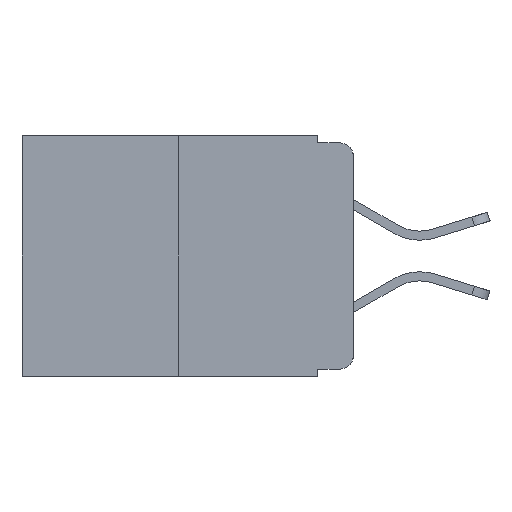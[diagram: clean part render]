
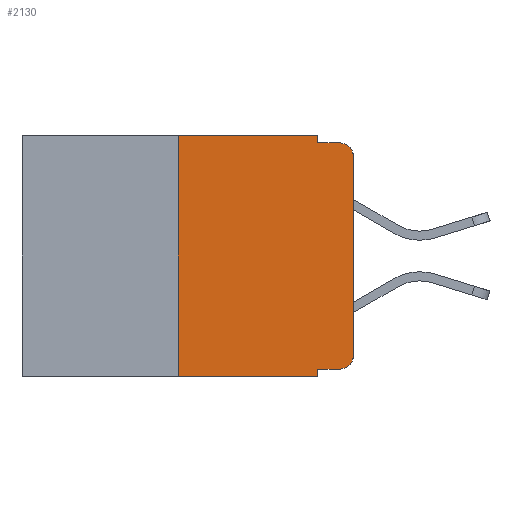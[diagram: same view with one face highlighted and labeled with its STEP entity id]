
A CAD part, left-side view. The second image highlights one B-rep face of the part: STEP entity #2130.
In plain terms, the highlighted planar face has unit normal (-1, 0, 0).
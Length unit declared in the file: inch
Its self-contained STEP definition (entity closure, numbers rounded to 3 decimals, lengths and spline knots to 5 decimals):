
#3 = LINE ( 'NONE', #8447, #5155 ) ;
#8 = CARTESIAN_POINT ( 'NONE',  ( 0., 0., -0.03 ) ) ;
#116 = EDGE_CURVE ( 'NONE', #3656, #373, #1886, .T. ) ;
#135 = VECTOR ( 'NONE', #6033, 39.37008 ) ;
#136 = VERTEX_POINT ( 'NONE', #9730 ) ;
#373 = VERTEX_POINT ( 'NONE', #2706 ) ;
#513 = VERTEX_POINT ( 'NONE', #8 ) ;
#701 = DIRECTION ( 'NONE',  ( 0., 0., 1. ) ) ;
#781 = EDGE_CURVE ( 'NONE', #12266, #4724, #11789, .T. ) ;
#936 = VERTEX_POINT ( 'NONE', #7023 ) ;
#1010 = DIRECTION ( 'NONE',  ( 0., 0., -1. ) ) ;
#1543 = EDGE_CURVE ( 'NONE', #136, #12266, #3, .T. ) ;
#1747 = AXIS2_PLACEMENT_3D ( 'NONE', #8391, #2618, #9300 ) ;
#1886 = LINE ( 'NONE', #8365, #4588 ) ;
#2130 = ADVANCED_FACE ( 'NONE', ( #11910 ), #6819, .F. ) ;
#2205 = VECTOR ( 'NONE', #9233, 39.37008 ) ;
#2618 = DIRECTION ( 'NONE',  ( -1., 0., 0. ) ) ;
#2689 = CIRCLE ( 'NONE', #1747, 0.02 ) ;
#2706 = CARTESIAN_POINT ( 'NONE',  ( 0., 0.051, -0.343 ) ) ;
#2749 = DIRECTION ( 'NONE',  ( 0., 0., 1. ) ) ;
#2772 = DIRECTION ( 'NONE',  ( 0., -1., 0. ) ) ;
#2813 = DIRECTION ( 'NONE',  ( 0., 0., -1. ) ) ;
#2939 = EDGE_CURVE ( 'NONE', #136, #373, #8172, .T. ) ;
#2977 = EDGE_CURVE ( 'NONE', #10187, #5787, #3072, .T. ) ;
#3072 = LINE ( 'NONE', #6057, #7865 ) ;
#3135 = CARTESIAN_POINT ( 'NONE',  ( 0., 0.051, 0. ) ) ;
#3252 = LINE ( 'NONE', #3732, #5567 ) ;
#3656 = VERTEX_POINT ( 'NONE', #6786 ) ;
#3732 = CARTESIAN_POINT ( 'NONE',  ( 0., 0., 0. ) ) ;
#4588 = VECTOR ( 'NONE', #11548, 39.37008 ) ;
#4622 = ORIENTED_EDGE ( 'NONE', *, *, #9918, .T. ) ;
#4724 = VERTEX_POINT ( 'NONE', #10100 ) ;
#4880 = LINE ( 'NONE', #5767, #11967 ) ;
#4919 = EDGE_CURVE ( 'NONE', #3656, #10187, #4880, .T. ) ;
#5140 = ORIENTED_EDGE ( 'NONE', *, *, #1543, .T. ) ;
#5155 = VECTOR ( 'NONE', #9144, 39.37008 ) ;
#5538 = ORIENTED_EDGE ( 'NONE', *, *, #9312, .F. ) ;
#5567 = VECTOR ( 'NONE', #2749, 39.37008 ) ;
#5678 = VECTOR ( 'NONE', #2813, 39.37008 ) ;
#5767 = CARTESIAN_POINT ( 'NONE',  ( 0., 0.25, 0. ) ) ;
#5787 = VERTEX_POINT ( 'NONE', #8970 ) ;
#6033 = DIRECTION ( 'NONE',  ( 0., 0., -1. ) ) ;
#6057 = CARTESIAN_POINT ( 'NONE',  ( 0., 0.473, 0. ) ) ;
#6268 = ORIENTED_EDGE ( 'NONE', *, *, #7473, .F. ) ;
#6760 = ORIENTED_EDGE ( 'NONE', *, *, #2939, .F. ) ;
#6786 = CARTESIAN_POINT ( 'NONE',  ( 0., 0.25, -0.343 ) ) ;
#6815 = AXIS2_PLACEMENT_3D ( 'NONE', #10976, #11864, #1010 ) ;
#6819 = PLANE ( 'NONE',  #9592 ) ;
#6836 = CARTESIAN_POINT ( 'NONE',  ( 0., 0.473, 0. ) ) ;
#7007 = DIRECTION ( 'NONE',  ( 0., 0., -1. ) ) ;
#7023 = CARTESIAN_POINT ( 'NONE',  ( 0., 0.02, -0.01 ) ) ;
#7062 = DIRECTION ( 'NONE',  ( 1., 0., 0. ) ) ;
#7431 = CARTESIAN_POINT ( 'NONE',  ( 0., 0.051, -0.01 ) ) ;
#7473 = EDGE_CURVE ( 'NONE', #5787, #9489, #9349, .T. ) ;
#7844 = CARTESIAN_POINT ( 'NONE',  ( 0., 0.25, 0. ) ) ;
#7865 = VECTOR ( 'NONE', #2772, 39.37008 ) ;
#8172 = LINE ( 'NONE', #3135, #5678 ) ;
#8214 = ORIENTED_EDGE ( 'NONE', *, *, #4919, .F. ) ;
#8365 = CARTESIAN_POINT ( 'NONE',  ( 0., 0.473, -0.343 ) ) ;
#8384 = CARTESIAN_POINT ( 'NONE',  ( 0., 0.02, -0.333 ) ) ;
#8391 = CARTESIAN_POINT ( 'NONE',  ( 0., 0.02, -0.03 ) ) ;
#8447 = CARTESIAN_POINT ( 'NONE',  ( 0., 0.051, -0.333 ) ) ;
#8673 = CARTESIAN_POINT ( 'NONE',  ( 0., 0.051, -0.01 ) ) ;
#8704 = EDGE_LOOP ( 'NONE', ( #12427, #4622, #5538, #6268, #10443, #8214, #8788, #6760, #5140, #10621 ) ) ;
#8788 = ORIENTED_EDGE ( 'NONE', *, *, #116, .T. ) ;
#8970 = CARTESIAN_POINT ( 'NONE',  ( 0., 0.051, 0. ) ) ;
#9144 = DIRECTION ( 'NONE',  ( 0., -1., 0. ) ) ;
#9233 = DIRECTION ( 'NONE',  ( 0., -1., 0. ) ) ;
#9300 = DIRECTION ( 'NONE',  ( 0., 0., -1. ) ) ;
#9312 = EDGE_CURVE ( 'NONE', #9489, #936, #9835, .T. ) ;
#9349 = LINE ( 'NONE', #12445, #135 ) ;
#9489 = VERTEX_POINT ( 'NONE', #8673 ) ;
#9592 = AXIS2_PLACEMENT_3D ( 'NONE', #6836, #7062, #7007 ) ;
#9730 = CARTESIAN_POINT ( 'NONE',  ( 0., 0.051, -0.333 ) ) ;
#9835 = LINE ( 'NONE', #7431, #2205 ) ;
#9918 = EDGE_CURVE ( 'NONE', #513, #936, #2689, .T. ) ;
#10100 = CARTESIAN_POINT ( 'NONE',  ( 0., 0., -0.313 ) ) ;
#10187 = VERTEX_POINT ( 'NONE', #7844 ) ;
#10443 = ORIENTED_EDGE ( 'NONE', *, *, #2977, .F. ) ;
#10621 = ORIENTED_EDGE ( 'NONE', *, *, #781, .T. ) ;
#10976 = CARTESIAN_POINT ( 'NONE',  ( 0., 0.02, -0.313 ) ) ;
#11548 = DIRECTION ( 'NONE',  ( 0., -1., 0. ) ) ;
#11789 = CIRCLE ( 'NONE', #6815, 0.02 ) ;
#11864 = DIRECTION ( 'NONE',  ( -1., 0., 0. ) ) ;
#11910 = FACE_OUTER_BOUND ( 'NONE', #8704, .T. ) ;
#11967 = VECTOR ( 'NONE', #701, 39.37008 ) ;
#12266 = VERTEX_POINT ( 'NONE', #8384 ) ;
#12329 = EDGE_CURVE ( 'NONE', #4724, #513, #3252, .T. ) ;
#12427 = ORIENTED_EDGE ( 'NONE', *, *, #12329, .T. ) ;
#12445 = CARTESIAN_POINT ( 'NONE',  ( 0., 0.051, 0. ) ) ;
